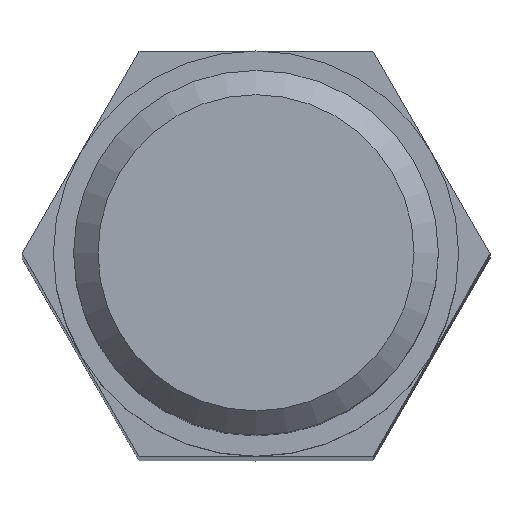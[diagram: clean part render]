
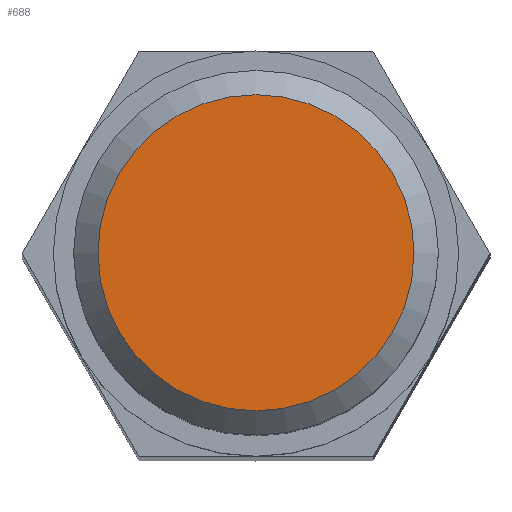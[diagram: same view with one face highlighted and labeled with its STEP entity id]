
A CAD part, top view. The second image highlights one B-rep face of the part: STEP entity #688.
In plain terms, the highlighted planar face has unit normal (0, 0, 1).
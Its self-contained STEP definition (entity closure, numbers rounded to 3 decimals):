
#27 = AXIS2_PLACEMENT_3D ( 'NONE', #245, #524, #795 ) ;
#205 = DIRECTION ( 'NONE',  ( -1., 0., 0. ) ) ;
#208 = AXIS2_PLACEMENT_3D ( 'NONE', #554, #824, #205 ) ;
#245 = CARTESIAN_POINT ( 'NONE',  ( 0., 0., 230. ) ) ;
#415 = VERTEX_POINT ( 'NONE', #694 ) ;
#524 = DIRECTION ( 'NONE',  ( 0., 0., -1. ) ) ;
#554 = CARTESIAN_POINT ( 'NONE',  ( 0., 0., 230. ) ) ;
#591 = FACE_OUTER_BOUND ( 'NONE', #728, .T. ) ;
#601 = CIRCLE ( 'NONE', #208, 19.5 ) ;
#616 = ORIENTED_EDGE ( 'NONE', *, *, #845, .T. ) ;
#688 = ADVANCED_FACE ( 'NONE', ( #591 ), #859, .F. ) ;
#694 = CARTESIAN_POINT ( 'NONE',  ( -19.5, 0., 230. ) ) ;
#728 = EDGE_LOOP ( 'NONE', ( #616 ) ) ;
#795 = DIRECTION ( 'NONE',  ( -1., 0., 0. ) ) ;
#824 = DIRECTION ( 'NONE',  ( 0., 0., 1. ) ) ;
#845 = EDGE_CURVE ( 'NONE', #415, #415, #601, .T. ) ;
#859 = PLANE ( 'NONE',  #27 ) ;
